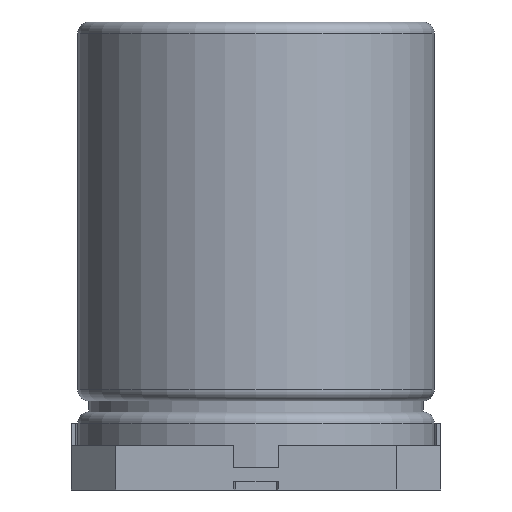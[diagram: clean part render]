
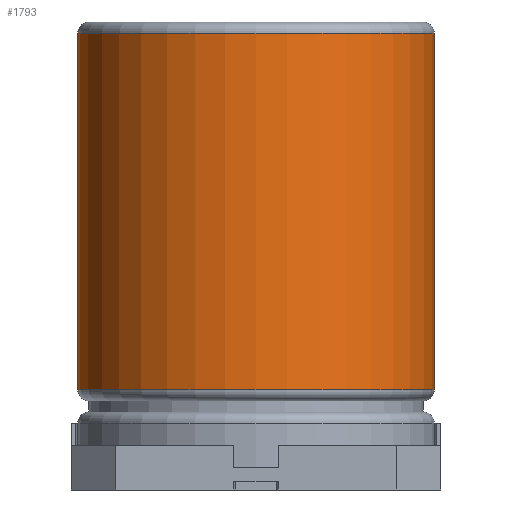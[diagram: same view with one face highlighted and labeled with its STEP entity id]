
A CAD part, left-side view. The second image highlights one B-rep face of the part: STEP entity #1793.
In plain terms, the highlighted cylindrical face has radius 4 mm (diameter 8 mm), a partial arc.
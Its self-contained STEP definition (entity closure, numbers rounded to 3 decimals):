
#1513 = VERTEX_POINT('',#1514);
#1514 = CARTESIAN_POINT('',(0.,-4.,10.25));
#1522 = VERTEX_POINT('',#1523);
#1523 = CARTESIAN_POINT('',(0.,4.,10.25));
#1546 = EDGE_CURVE('',#1513,#1547,#1549,.T.);
#1547 = VERTEX_POINT('',#1548);
#1548 = CARTESIAN_POINT('',(0.,-4.,2.25));
#1549 = LINE('',#1550,#1551);
#1550 = CARTESIAN_POINT('',(0.,-4.,0.));
#1551 = VECTOR('',#1552,1.);
#1552 = DIRECTION('',(0.,0.,-1.));
#1555 = VERTEX_POINT('',#1556);
#1556 = CARTESIAN_POINT('',(0.,4.,2.25));
#1563 = EDGE_CURVE('',#1522,#1555,#1564,.T.);
#1564 = LINE('',#1565,#1566);
#1565 = CARTESIAN_POINT('',(0.,4.,0.));
#1566 = VECTOR('',#1567,1.);
#1567 = DIRECTION('',(0.,0.,-1.));
#1780 = EDGE_CURVE('',#1547,#1555,#1781,.T.);
#1781 = CIRCLE('',#1782,4.);
#1782 = AXIS2_PLACEMENT_3D('',#1783,#1784,#1785);
#1783 = CARTESIAN_POINT('',(0.,0.,2.25));
#1784 = DIRECTION('',(0.,0.,-1.));
#1785 = DIRECTION('',(0.,1.,0.));
#1793 = ADVANCED_FACE('',(#1794),#1806,.T.);
#1794 = FACE_BOUND('',#1795,.T.);
#1795 = EDGE_LOOP('',(#1796,#1797,#1804,#1805));
#1796 = ORIENTED_EDGE('',*,*,#1546,.F.);
#1797 = ORIENTED_EDGE('',*,*,#1798,.T.);
#1798 = EDGE_CURVE('',#1513,#1522,#1799,.T.);
#1799 = CIRCLE('',#1800,4.);
#1800 = AXIS2_PLACEMENT_3D('',#1801,#1802,#1803);
#1801 = CARTESIAN_POINT('',(0.,0.,10.25));
#1802 = DIRECTION('',(0.,0.,-1.));
#1803 = DIRECTION('',(0.,1.,0.));
#1804 = ORIENTED_EDGE('',*,*,#1563,.T.);
#1805 = ORIENTED_EDGE('',*,*,#1780,.F.);
#1806 = CYLINDRICAL_SURFACE('',#1807,4.);
#1807 = AXIS2_PLACEMENT_3D('',#1808,#1809,#1810);
#1808 = CARTESIAN_POINT('',(0.,0.,0.));
#1809 = DIRECTION('',(0.,0.,-1.));
#1810 = DIRECTION('',(0.,1.,0.));
